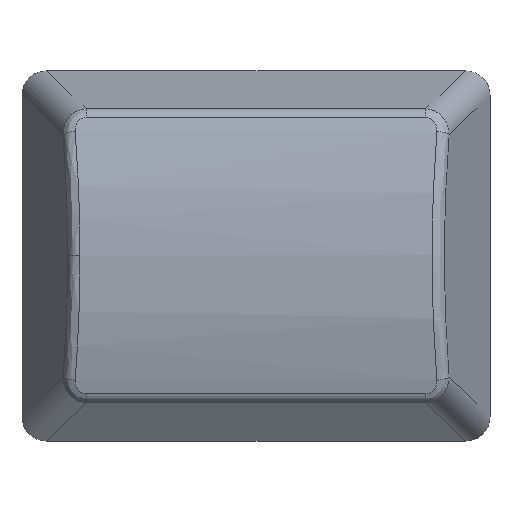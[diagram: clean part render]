
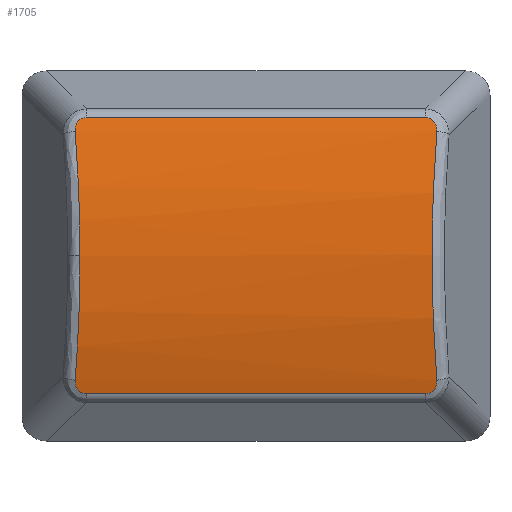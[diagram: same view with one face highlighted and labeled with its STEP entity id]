
A CAD part, top view. The second image highlights one B-rep face of the part: STEP entity #1705.
In plain terms, the highlighted cylindrical face has radius 25.296 mm (diameter 50.591 mm), a partial arc.
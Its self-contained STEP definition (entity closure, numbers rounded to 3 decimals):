
#1571=CARTESIAN_POINT('',(-749.764,124.3,-18.096));
#1572=DIRECTION('',(1.,0.,0.));
#1573=DIRECTION('',(0.,0.,-1.));
#1574=AXIS2_PLACEMENT_3D('',#1571,#1572,#1573);
#1575=CYLINDRICAL_SURFACE('',#1574,25.296);
#1576=CARTESIAN_POINT('',(-15.94,118.25,6.466));
#1577=VERTEX_POINT('',#1576);
#1578=CARTESIAN_POINT('',(-15.399,117.586,6.293));
#1579=VERTEX_POINT('',#1578);
#1580=CARTESIAN_POINT('',(-15.94,118.25,6.466));
#1581=CARTESIAN_POINT('',(-15.946,118.169,6.446));
#1582=CARTESIAN_POINT('',(-15.941,118.088,6.426));
#1583=CARTESIAN_POINT('',(-15.921,118.01,6.405));
#1584=CARTESIAN_POINT('',(-15.901,117.931,6.385));
#1585=CARTESIAN_POINT('',(-15.867,117.857,6.366));
#1586=CARTESIAN_POINT('',(-15.819,117.792,6.349));
#1587=CARTESIAN_POINT('',(-15.77,117.728,6.331));
#1588=CARTESIAN_POINT('',(-15.706,117.675,6.317));
#1589=CARTESIAN_POINT('',(-15.634,117.639,6.307));
#1590=CARTESIAN_POINT('',(-15.598,117.622,6.303));
#1591=CARTESIAN_POINT('',(-15.559,117.608,6.299));
#1592=CARTESIAN_POINT('',(-15.52,117.599,6.296));
#1593=CARTESIAN_POINT('',(-15.48,117.591,6.294));
#1594=CARTESIAN_POINT('',(-15.44,117.586,6.293));
#1595=CARTESIAN_POINT('',(-15.399,117.586,6.293));
#1596=B_SPLINE_CURVE_WITH_KNOTS('',3,(#1580,#1581,#1582,#1583,#1584,#1585,#1586,#1587,#1588,#1589,#1590,#1591,#1592,#1593,#1594,#1595),.UNSPECIFIED.,.F.,.F.,(4,3,3,3,3,4),(0.,0.,0.,0.001,0.001,0.001),.UNSPECIFIED.);
#1597=EDGE_CURVE('',#1577,#1579,#1596,.T.);
#1598=ORIENTED_EDGE('',*,*,#1597,.T.);
#1599=CARTESIAN_POINT('',(1.112,117.586,6.293));
#1600=VERTEX_POINT('',#1599);
#1601=CARTESIAN_POINT('',(-15.399,117.586,6.293));
#1602=DIRECTION('',(1.,0.,0.));
#1603=VECTOR('',#1602,16.511);
#1604=LINE('',#1601,#1603);
#1605=EDGE_CURVE('',#1579,#1600,#1604,.T.);
#1606=ORIENTED_EDGE('',*,*,#1605,.T.);
#1607=CARTESIAN_POINT('',(1.652,118.25,6.466));
#1608=VERTEX_POINT('',#1607);
#1609=CARTESIAN_POINT('',(1.112,117.586,6.293));
#1610=CARTESIAN_POINT('',(1.194,117.586,6.293));
#1611=CARTESIAN_POINT('',(1.275,117.604,6.298));
#1612=CARTESIAN_POINT('',(1.347,117.64,6.307));
#1613=CARTESIAN_POINT('',(1.384,117.658,6.312));
#1614=CARTESIAN_POINT('',(1.418,117.68,6.318));
#1615=CARTESIAN_POINT('',(1.449,117.706,6.325));
#1616=CARTESIAN_POINT('',(1.48,117.732,6.332));
#1617=CARTESIAN_POINT('',(1.507,117.761,6.34));
#1618=CARTESIAN_POINT('',(1.532,117.793,6.349));
#1619=CARTESIAN_POINT('',(1.58,117.857,6.366));
#1620=CARTESIAN_POINT('',(1.614,117.932,6.385));
#1621=CARTESIAN_POINT('',(1.634,118.01,6.406));
#1622=CARTESIAN_POINT('',(1.653,118.089,6.426));
#1623=CARTESIAN_POINT('',(1.659,118.169,6.446));
#1624=CARTESIAN_POINT('',(1.652,118.25,6.466));
#1625=B_SPLINE_CURVE_WITH_KNOTS('',3,(#1609,#1610,#1611,#1612,#1613,#1614,#1615,#1616,#1617,#1618,#1619,#1620,#1621,#1622,#1623,#1624),.UNSPECIFIED.,.F.,.F.,(4,3,3,3,3,4),(0.,0.,0.,0.,0.001,0.001),.UNSPECIFIED.);
#1626=EDGE_CURVE('',#1600,#1608,#1625,.T.);
#1627=ORIENTED_EDGE('',*,*,#1626,.T.);
#1628=CARTESIAN_POINT('',(1.652,130.35,6.466));
#1629=VERTEX_POINT('',#1628);
#1630=CARTESIAN_POINT('',(9.532,124.3,-18.096));
#1631=DIRECTION('',(-0.952,-0.,-0.305));
#1632=DIRECTION('',(0.305,0.,-0.952));
#1633=AXIS2_PLACEMENT_3D('',#1630,#1631,#1632);
#1634=ELLIPSE('',#1633,26.566,25.296);
#1635=EDGE_CURVE('',#1608,#1629,#1634,.T.);
#1636=ORIENTED_EDGE('',*,*,#1635,.T.);
#1637=CARTESIAN_POINT('',(1.112,131.014,6.293));
#1638=VERTEX_POINT('',#1637);
#1639=CARTESIAN_POINT('',(1.652,130.35,6.466));
#1640=CARTESIAN_POINT('',(1.659,130.431,6.446));
#1641=CARTESIAN_POINT('',(1.653,130.512,6.426));
#1642=CARTESIAN_POINT('',(1.633,130.59,6.405));
#1643=CARTESIAN_POINT('',(1.614,130.669,6.385));
#1644=CARTESIAN_POINT('',(1.58,130.743,6.366));
#1645=CARTESIAN_POINT('',(1.531,130.808,6.349));
#1646=CARTESIAN_POINT('',(1.483,130.872,6.331));
#1647=CARTESIAN_POINT('',(1.419,130.925,6.317));
#1648=CARTESIAN_POINT('',(1.347,130.961,6.307));
#1649=CARTESIAN_POINT('',(1.311,130.978,6.303));
#1650=CARTESIAN_POINT('',(1.272,130.992,6.299));
#1651=CARTESIAN_POINT('',(1.232,131.001,6.296));
#1652=CARTESIAN_POINT('',(1.193,131.009,6.294));
#1653=CARTESIAN_POINT('',(1.153,131.014,6.293));
#1654=CARTESIAN_POINT('',(1.112,131.014,6.293));
#1655=B_SPLINE_CURVE_WITH_KNOTS('',3,(#1639,#1640,#1641,#1642,#1643,#1644,#1645,#1646,#1647,#1648,#1649,#1650,#1651,#1652,#1653,#1654),.UNSPECIFIED.,.F.,.F.,(4,3,3,3,3,4),(-0.,0.,0.,0.001,0.001,0.001),.UNSPECIFIED.);
#1656=EDGE_CURVE('',#1629,#1638,#1655,.T.);
#1657=ORIENTED_EDGE('',*,*,#1656,.T.);
#1658=CARTESIAN_POINT('',(-15.399,131.014,6.293));
#1659=VERTEX_POINT('',#1658);
#1660=CARTESIAN_POINT('',(1.112,131.014,6.293));
#1661=DIRECTION('',(-1.,-0.,-0.));
#1662=VECTOR('',#1661,16.511);
#1663=LINE('',#1660,#1662);
#1664=EDGE_CURVE('',#1638,#1659,#1663,.T.);
#1665=ORIENTED_EDGE('',*,*,#1664,.T.);
#1666=CARTESIAN_POINT('',(-15.94,130.35,6.466));
#1667=VERTEX_POINT('',#1666);
#1668=CARTESIAN_POINT('',(-15.399,131.014,6.293));
#1669=CARTESIAN_POINT('',(-15.481,131.014,6.293));
#1670=CARTESIAN_POINT('',(-15.563,130.996,6.298));
#1671=CARTESIAN_POINT('',(-15.635,130.96,6.307));
#1672=CARTESIAN_POINT('',(-15.671,130.942,6.312));
#1673=CARTESIAN_POINT('',(-15.706,130.92,6.318));
#1674=CARTESIAN_POINT('',(-15.737,130.894,6.325));
#1675=CARTESIAN_POINT('',(-15.767,130.868,6.332));
#1676=CARTESIAN_POINT('',(-15.795,130.839,6.34));
#1677=CARTESIAN_POINT('',(-15.819,130.807,6.349));
#1678=CARTESIAN_POINT('',(-15.868,130.743,6.366));
#1679=CARTESIAN_POINT('',(-15.901,130.668,6.385));
#1680=CARTESIAN_POINT('',(-15.921,130.59,6.406));
#1681=CARTESIAN_POINT('',(-15.941,130.511,6.426));
#1682=CARTESIAN_POINT('',(-15.946,130.431,6.446));
#1683=CARTESIAN_POINT('',(-15.94,130.35,6.466));
#1684=B_SPLINE_CURVE_WITH_KNOTS('',3,(#1668,#1669,#1670,#1671,#1672,#1673,#1674,#1675,#1676,#1677,#1678,#1679,#1680,#1681,#1682,#1683),.UNSPECIFIED.,.F.,.F.,(4,3,3,3,3,4),(-0.,0.,0.,0.,0.001,0.001),.UNSPECIFIED.);
#1685=EDGE_CURVE('',#1659,#1667,#1684,.T.);
#1686=ORIENTED_EDGE('',*,*,#1685,.T.);
#1687=CARTESIAN_POINT('',(-15.704,124.3,7.2));
#1688=VERTEX_POINT('',#1687);
#1689=CARTESIAN_POINT('',(-23.82,124.3,-18.096));
#1690=DIRECTION('',(0.952,-0.,-0.305));
#1691=DIRECTION('',(0.305,0.,0.952));
#1692=AXIS2_PLACEMENT_3D('',#1689,#1690,#1691);
#1693=ELLIPSE('',#1692,26.566,25.296);
#1694=EDGE_CURVE('',#1667,#1688,#1693,.T.);
#1695=ORIENTED_EDGE('',*,*,#1694,.T.);
#1696=CARTESIAN_POINT('',(-23.82,124.3,-18.096));
#1697=DIRECTION('',(0.952,-0.,-0.305));
#1698=DIRECTION('',(0.305,0.,0.952));
#1699=AXIS2_PLACEMENT_3D('',#1696,#1697,#1698);
#1700=ELLIPSE('',#1699,26.566,25.296);
#1701=EDGE_CURVE('',#1688,#1577,#1700,.T.);
#1702=ORIENTED_EDGE('',*,*,#1701,.T.);
#1703=EDGE_LOOP('',(#1598,#1606,#1627,#1636,#1657,#1665,#1686,#1695,#1702));
#1704=FACE_BOUND('',#1703,.T.);
#1705=ADVANCED_FACE('',(#1704),#1575,.T.);
